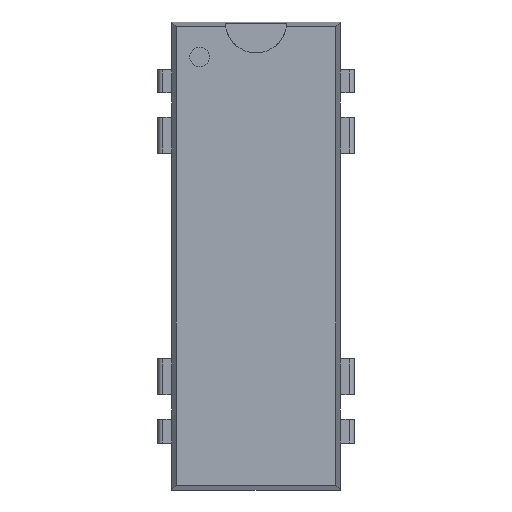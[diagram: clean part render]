
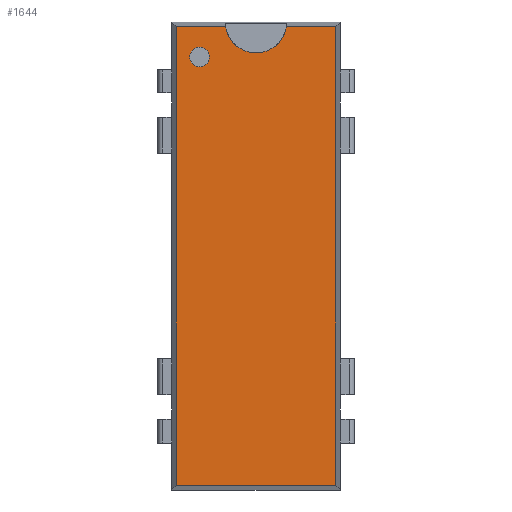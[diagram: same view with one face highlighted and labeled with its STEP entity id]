
A CAD part, top view. The second image highlights one B-rep face of the part: STEP entity #1644.
In plain terms, the highlighted planar face has unit normal (0, 0, 1).
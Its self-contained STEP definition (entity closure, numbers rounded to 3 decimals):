
#72 = PLANE('',#73);
#73 = AXIS2_PLACEMENT_3D('',#74,#75,#76);
#74 = CARTESIAN_POINT('',(-3.555,9.745,2.6));
#75 = DIRECTION('',(0.,0.992,0.124));
#76 = DIRECTION('',(-1.,0.,0.));
#210 = PLANE('',#211);
#211 = AXIS2_PLACEMENT_3D('',#212,#213,#214);
#212 = CARTESIAN_POINT('',(-3.455,-9.845,2.6));
#213 = DIRECTION('',(-0.992,0.,0.124)
  );
#214 = DIRECTION('',(0.,-1.,0.));
#308 = VERTEX_POINT('',#309);
#309 = CARTESIAN_POINT('',(-3.355,9.645,3.4));
#332 = VERTEX_POINT('',#333);
#333 = CARTESIAN_POINT('',(3.355,9.645,3.4));
#347 = PLANE('',#348);
#348 = AXIS2_PLACEMENT_3D('',#349,#350,#351);
#349 = CARTESIAN_POINT('',(3.455,9.845,2.6));
#350 = DIRECTION('',(0.992,0.,0.124));
#351 = DIRECTION('',(0.,1.,0.));
#359 = EDGE_CURVE('',#360,#332,#362,.T.);
#360 = VERTEX_POINT('',#361);
#361 = CARTESIAN_POINT('',(1.285,9.645,3.4));
#362 = SURFACE_CURVE('',#363,(#367,#374),.PCURVE_S1.);
#363 = LINE('',#364,#365);
#364 = CARTESIAN_POINT('',(-3.555,9.645,3.4));
#365 = VECTOR('',#366,1.);
#366 = DIRECTION('',(1.,0.,0.));
#367 = PCURVE('',#72,#368);
#368 = DEFINITIONAL_REPRESENTATION('',(#369),#373);
#369 = LINE('',#370,#371);
#370 = CARTESIAN_POINT('',(0.,0.806));
#371 = VECTOR('',#372,1.);
#372 = DIRECTION('',(-1.,0.));
#373 = ( GEOMETRIC_REPRESENTATION_CONTEXT(2) 
PARAMETRIC_REPRESENTATION_CONTEXT() REPRESENTATION_CONTEXT('2D SPACE',''
  ) );
#374 = PCURVE('',#375,#380);
#375 = PLANE('',#376);
#376 = AXIS2_PLACEMENT_3D('',#377,#378,#379);
#377 = CARTESIAN_POINT('',(-3.555,9.845,3.4));
#378 = DIRECTION('',(0.,0.,1.));
#379 = DIRECTION('',(1.,0.,0.));
#380 = DEFINITIONAL_REPRESENTATION('',(#381),#385);
#381 = LINE('',#382,#383);
#382 = CARTESIAN_POINT('',(0.,-0.2));
#383 = VECTOR('',#384,1.);
#384 = DIRECTION('',(1.,0.));
#385 = ( GEOMETRIC_REPRESENTATION_CONTEXT(2) 
PARAMETRIC_REPRESENTATION_CONTEXT() REPRESENTATION_CONTEXT('2D SPACE',''
  ) );
#404 = CYLINDRICAL_SURFACE('',#405,1.3);
#405 = AXIS2_PLACEMENT_3D('',#406,#407,#408);
#406 = CARTESIAN_POINT('',(0.,9.845,3.4));
#407 = DIRECTION('',(0.,0.,1.));
#408 = DIRECTION('',(1.,0.,0.));
#449 = VERTEX_POINT('',#450);
#450 = CARTESIAN_POINT('',(-1.285,9.645,3.4));
#478 = EDGE_CURVE('',#308,#449,#479,.T.);
#479 = SURFACE_CURVE('',#480,(#484,#491),.PCURVE_S1.);
#480 = LINE('',#481,#482);
#481 = CARTESIAN_POINT('',(-3.555,9.645,3.4));
#482 = VECTOR('',#483,1.);
#483 = DIRECTION('',(1.,0.,0.));
#484 = PCURVE('',#72,#485);
#485 = DEFINITIONAL_REPRESENTATION('',(#486),#490);
#486 = LINE('',#487,#488);
#487 = CARTESIAN_POINT('',(0.,0.806));
#488 = VECTOR('',#489,1.);
#489 = DIRECTION('',(-1.,0.));
#490 = ( GEOMETRIC_REPRESENTATION_CONTEXT(2) 
PARAMETRIC_REPRESENTATION_CONTEXT() REPRESENTATION_CONTEXT('2D SPACE',''
  ) );
#491 = PCURVE('',#375,#492);
#492 = DEFINITIONAL_REPRESENTATION('',(#493),#497);
#493 = LINE('',#494,#495);
#494 = CARTESIAN_POINT('',(0.,-0.2));
#495 = VECTOR('',#496,1.);
#496 = DIRECTION('',(1.,0.));
#497 = ( GEOMETRIC_REPRESENTATION_CONTEXT(2) 
PARAMETRIC_REPRESENTATION_CONTEXT() REPRESENTATION_CONTEXT('2D SPACE',''
  ) );
#859 = VERTEX_POINT('',#860);
#860 = CARTESIAN_POINT('',(-3.355,-9.645,3.4));
#874 = PLANE('',#875);
#875 = AXIS2_PLACEMENT_3D('',#876,#877,#878);
#876 = CARTESIAN_POINT('',(3.555,-9.745,2.6));
#877 = DIRECTION('',(0.,-0.992,0.124)
  );
#878 = DIRECTION('',(1.,0.,0.));
#1090 = EDGE_CURVE('',#859,#308,#1091,.T.);
#1091 = SURFACE_CURVE('',#1092,(#1096,#1103),.PCURVE_S1.);
#1092 = LINE('',#1093,#1094);
#1093 = CARTESIAN_POINT('',(-3.355,-9.845,3.4));
#1094 = VECTOR('',#1095,1.);
#1095 = DIRECTION('',(0.,1.,0.));
#1096 = PCURVE('',#210,#1097);
#1097 = DEFINITIONAL_REPRESENTATION('',(#1098),#1102);
#1098 = LINE('',#1099,#1100);
#1099 = CARTESIAN_POINT('',(0.,0.806));
#1100 = VECTOR('',#1101,1.);
#1101 = DIRECTION('',(-1.,0.));
#1102 = ( GEOMETRIC_REPRESENTATION_CONTEXT(2) 
PARAMETRIC_REPRESENTATION_CONTEXT() REPRESENTATION_CONTEXT('2D SPACE',''
  ) );
#1103 = PCURVE('',#375,#1104);
#1104 = DEFINITIONAL_REPRESENTATION('',(#1105),#1109);
#1105 = LINE('',#1106,#1107);
#1106 = CARTESIAN_POINT('',(0.2,-19.69));
#1107 = VECTOR('',#1108,1.);
#1108 = DIRECTION('',(0.,1.));
#1109 = ( GEOMETRIC_REPRESENTATION_CONTEXT(2) 
PARAMETRIC_REPRESENTATION_CONTEXT() REPRESENTATION_CONTEXT('2D SPACE',''
  ) );
#1644 = ADVANCED_FACE('',(#1645,#1716),#375,.T.);
#1645 = FACE_BOUND('',#1646,.T.);
#1646 = EDGE_LOOP('',(#1647,#1648,#1649,#1672,#1693,#1694));
#1647 = ORIENTED_EDGE('',*,*,#478,.F.);
#1648 = ORIENTED_EDGE('',*,*,#1090,.F.);
#1649 = ORIENTED_EDGE('',*,*,#1650,.F.);
#1650 = EDGE_CURVE('',#1651,#859,#1653,.T.);
#1651 = VERTEX_POINT('',#1652);
#1652 = CARTESIAN_POINT('',(3.355,-9.645,3.4));
#1653 = SURFACE_CURVE('',#1654,(#1658,#1665),.PCURVE_S1.);
#1654 = LINE('',#1655,#1656);
#1655 = CARTESIAN_POINT('',(3.555,-9.645,3.4));
#1656 = VECTOR('',#1657,1.);
#1657 = DIRECTION('',(-1.,0.,0.));
#1658 = PCURVE('',#375,#1659);
#1659 = DEFINITIONAL_REPRESENTATION('',(#1660),#1664);
#1660 = LINE('',#1661,#1662);
#1661 = CARTESIAN_POINT('',(7.11,-19.49));
#1662 = VECTOR('',#1663,1.);
#1663 = DIRECTION('',(-1.,0.));
#1664 = ( GEOMETRIC_REPRESENTATION_CONTEXT(2) 
PARAMETRIC_REPRESENTATION_CONTEXT() REPRESENTATION_CONTEXT('2D SPACE',''
  ) );
#1665 = PCURVE('',#874,#1666);
#1666 = DEFINITIONAL_REPRESENTATION('',(#1667),#1671);
#1667 = LINE('',#1668,#1669);
#1668 = CARTESIAN_POINT('',(0.,0.806));
#1669 = VECTOR('',#1670,1.);
#1670 = DIRECTION('',(-1.,0.));
#1671 = ( GEOMETRIC_REPRESENTATION_CONTEXT(2) 
PARAMETRIC_REPRESENTATION_CONTEXT() REPRESENTATION_CONTEXT('2D SPACE',''
  ) );
#1672 = ORIENTED_EDGE('',*,*,#1673,.F.);
#1673 = EDGE_CURVE('',#332,#1651,#1674,.T.);
#1674 = SURFACE_CURVE('',#1675,(#1679,#1686),.PCURVE_S1.);
#1675 = LINE('',#1676,#1677);
#1676 = CARTESIAN_POINT('',(3.355,9.845,3.4));
#1677 = VECTOR('',#1678,1.);
#1678 = DIRECTION('',(0.,-1.,0.));
#1679 = PCURVE('',#375,#1680);
#1680 = DEFINITIONAL_REPRESENTATION('',(#1681),#1685);
#1681 = LINE('',#1682,#1683);
#1682 = CARTESIAN_POINT('',(6.91,0.));
#1683 = VECTOR('',#1684,1.);
#1684 = DIRECTION('',(0.,-1.));
#1685 = ( GEOMETRIC_REPRESENTATION_CONTEXT(2) 
PARAMETRIC_REPRESENTATION_CONTEXT() REPRESENTATION_CONTEXT('2D SPACE',''
  ) );
#1686 = PCURVE('',#347,#1687);
#1687 = DEFINITIONAL_REPRESENTATION('',(#1688),#1692);
#1688 = LINE('',#1689,#1690);
#1689 = CARTESIAN_POINT('',(0.,0.806));
#1690 = VECTOR('',#1691,1.);
#1691 = DIRECTION('',(-1.,0.));
#1692 = ( GEOMETRIC_REPRESENTATION_CONTEXT(2) 
PARAMETRIC_REPRESENTATION_CONTEXT() REPRESENTATION_CONTEXT('2D SPACE',''
  ) );
#1693 = ORIENTED_EDGE('',*,*,#359,.F.);
#1694 = ORIENTED_EDGE('',*,*,#1695,.F.);
#1695 = EDGE_CURVE('',#449,#360,#1696,.T.);
#1696 = SURFACE_CURVE('',#1697,(#1702,#1709),.PCURVE_S1.);
#1697 = CIRCLE('',#1698,1.3);
#1698 = AXIS2_PLACEMENT_3D('',#1699,#1700,#1701);
#1699 = CARTESIAN_POINT('',(0.,9.845,3.4));
#1700 = DIRECTION('',(0.,0.,1.));
#1701 = DIRECTION('',(1.,0.,0.));
#1702 = PCURVE('',#375,#1703);
#1703 = DEFINITIONAL_REPRESENTATION('',(#1704),#1708);
#1704 = CIRCLE('',#1705,1.3);
#1705 = AXIS2_PLACEMENT_2D('',#1706,#1707);
#1706 = CARTESIAN_POINT('',(3.555,0.));
#1707 = DIRECTION('',(1.,0.));
#1708 = ( GEOMETRIC_REPRESENTATION_CONTEXT(2) 
PARAMETRIC_REPRESENTATION_CONTEXT() REPRESENTATION_CONTEXT('2D SPACE',''
  ) );
#1709 = PCURVE('',#404,#1710);
#1710 = DEFINITIONAL_REPRESENTATION('',(#1711),#1715);
#1711 = LINE('',#1712,#1713);
#1712 = CARTESIAN_POINT('',(0.,0.));
#1713 = VECTOR('',#1714,1.);
#1714 = DIRECTION('',(1.,0.));
#1715 = ( GEOMETRIC_REPRESENTATION_CONTEXT(2) 
PARAMETRIC_REPRESENTATION_CONTEXT() REPRESENTATION_CONTEXT('2D SPACE',''
  ) );
#1716 = FACE_BOUND('',#1717,.T.);
#1717 = EDGE_LOOP('',(#1718));
#1718 = ORIENTED_EDGE('',*,*,#1719,.F.);
#1719 = EDGE_CURVE('',#1720,#1720,#1722,.T.);
#1720 = VERTEX_POINT('',#1721);
#1721 = CARTESIAN_POINT('',(-1.961,8.37,3.4));
#1722 = SURFACE_CURVE('',#1723,(#1728,#1735),.PCURVE_S1.);
#1723 = CIRCLE('',#1724,0.413);
#1724 = AXIS2_PLACEMENT_3D('',#1725,#1726,#1727);
#1725 = CARTESIAN_POINT('',(-2.374,8.37,3.4));
#1726 = DIRECTION('',(0.,0.,1.));
#1727 = DIRECTION('',(1.,0.,0.));
#1728 = PCURVE('',#375,#1729);
#1729 = DEFINITIONAL_REPRESENTATION('',(#1730),#1734);
#1730 = CIRCLE('',#1731,0.413);
#1731 = AXIS2_PLACEMENT_2D('',#1732,#1733);
#1732 = CARTESIAN_POINT('',(1.181,-1.475));
#1733 = DIRECTION('',(1.,0.));
#1734 = ( GEOMETRIC_REPRESENTATION_CONTEXT(2) 
PARAMETRIC_REPRESENTATION_CONTEXT() REPRESENTATION_CONTEXT('2D SPACE',''
  ) );
#1735 = PCURVE('',#1736,#1741);
#1736 = CYLINDRICAL_SURFACE('',#1737,0.413);
#1737 = AXIS2_PLACEMENT_3D('',#1738,#1739,#1740);
#1738 = CARTESIAN_POINT('',(-2.374,8.37,3.4));
#1739 = DIRECTION('',(0.,0.,1.));
#1740 = DIRECTION('',(1.,0.,0.));
#1741 = DEFINITIONAL_REPRESENTATION('',(#1742),#1746);
#1742 = LINE('',#1743,#1744);
#1743 = CARTESIAN_POINT('',(0.,0.));
#1744 = VECTOR('',#1745,1.);
#1745 = DIRECTION('',(1.,0.));
#1746 = ( GEOMETRIC_REPRESENTATION_CONTEXT(2) 
PARAMETRIC_REPRESENTATION_CONTEXT() REPRESENTATION_CONTEXT('2D SPACE',''
  ) );
